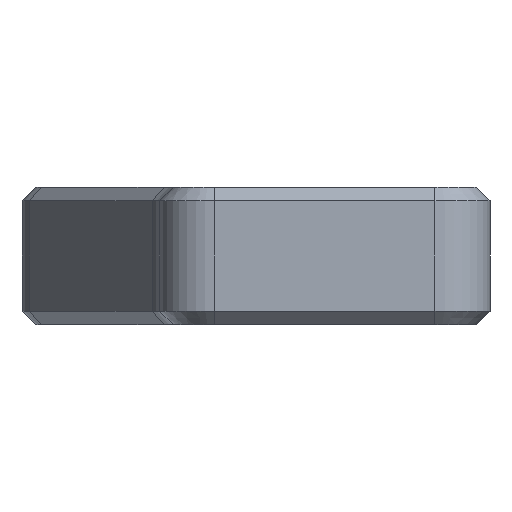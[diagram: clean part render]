
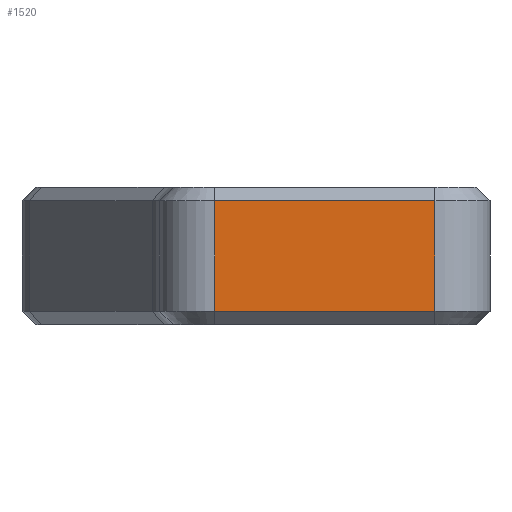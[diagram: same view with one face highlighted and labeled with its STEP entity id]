
A CAD part, left-side view. The second image highlights one B-rep face of the part: STEP entity #1520.
In plain terms, the highlighted planar face has unit normal (-1, 0, 0).
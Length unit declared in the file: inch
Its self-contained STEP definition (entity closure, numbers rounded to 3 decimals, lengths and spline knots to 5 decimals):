
#162=FACE_OUTER_BOUND('',#260,.T.);
#260=EDGE_LOOP('',(#1123,#1124,#1125,#1126));
#360=LINE('',#2312,#516);
#388=LINE('',#2383,#544);
#389=LINE('',#2387,#545);
#390=LINE('',#2388,#546);
#516=VECTOR('',#1842,0.3937);
#544=VECTOR('',#1910,0.3937);
#545=VECTOR('',#1915,0.3937);
#546=VECTOR('',#1916,0.3937);
#675=VERTEX_POINT('',#2302);
#677=VERTEX_POINT('',#2308);
#701=VERTEX_POINT('',#2382);
#702=VERTEX_POINT('',#2386);
#826=EDGE_CURVE('',#675,#677,#360,.T.);
#862=EDGE_CURVE('',#677,#701,#388,.T.);
#864=EDGE_CURVE('',#702,#675,#389,.T.);
#865=EDGE_CURVE('',#701,#702,#390,.T.);
#1123=ORIENTED_EDGE('',*,*,#826,.F.);
#1124=ORIENTED_EDGE('',*,*,#864,.F.);
#1125=ORIENTED_EDGE('',*,*,#865,.F.);
#1126=ORIENTED_EDGE('',*,*,#862,.F.);
#1453=PLANE('',#1641);
#1520=ADVANCED_FACE('',(#162),#1453,.F.);
#1641=AXIS2_PLACEMENT_3D('',#2385,#1913,#1914);
#1842=DIRECTION('',(0.,1.,0.));
#1910=DIRECTION('',(0.,0.,1.));
#1913=DIRECTION('center_axis',(1.,0.,0.));
#1914=DIRECTION('ref_axis',(0.,0.,-1.));
#1915=DIRECTION('',(0.,0.,-1.));
#1916=DIRECTION('',(0.,-1.,0.));
#2302=CARTESIAN_POINT('',(0.,0.1,0.025));
#2308=CARTESIAN_POINT('',(0.,0.5,0.025));
#2312=CARTESIAN_POINT('',(0.,0.3,0.025));
#2382=CARTESIAN_POINT('',(0.,0.5,0.225));
#2383=CARTESIAN_POINT('',(0.,0.5,0.08));
#2385=CARTESIAN_POINT('Origin',(0.,0.3,0.08));
#2386=CARTESIAN_POINT('',(0.,0.1,0.225));
#2387=CARTESIAN_POINT('',(0.,0.1,0.08));
#2388=CARTESIAN_POINT('',(0.,0.3,0.225));
